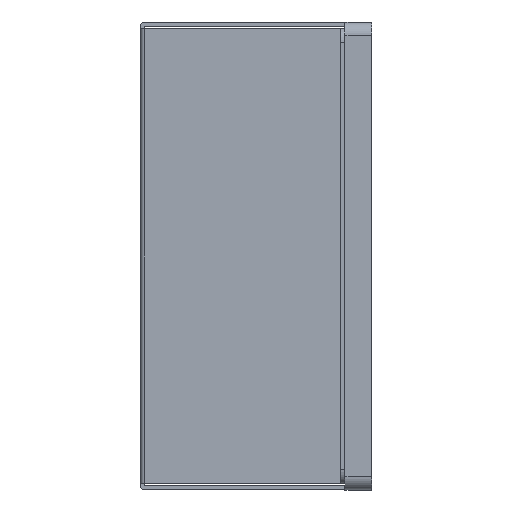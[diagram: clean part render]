
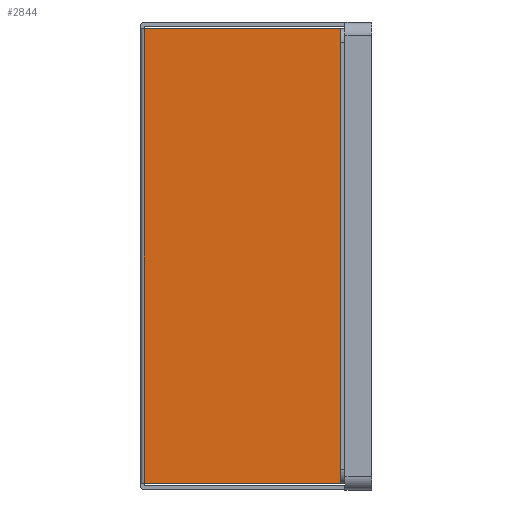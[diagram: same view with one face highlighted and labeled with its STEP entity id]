
A CAD part, left-side view. The second image highlights one B-rep face of the part: STEP entity #2844.
In plain terms, the highlighted planar face has unit normal (-1, 0, 0).
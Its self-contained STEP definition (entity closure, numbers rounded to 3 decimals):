
#583 = FACE_OUTER_BOUND ( 'NONE', #882, .T. ) ;
#584 = AXIS2_PLACEMENT_3D ( 'NONE', #1727, #1728, #1729 ) ;
#882 = EDGE_LOOP ( 'NONE', ( #5870, #5872, #5871, #5873 ) ) ;
#1726 = PLANE ( 'NONE',  #584 ) ;
#1727 = CARTESIAN_POINT ( 'NONE',  ( -25., 15.3, -17.5 ) ) ;
#1728 = DIRECTION ( 'NONE',  ( 1., 0., 0. ) ) ;
#1729 = DIRECTION ( 'NONE',  ( 0., 0., -1. ) ) ;
#2308 = CARTESIAN_POINT ( 'NONE',  ( -25., 15., -17. ) ) ;
#2338 = CARTESIAN_POINT ( 'NONE',  ( -25., 0.3, 17. ) ) ;
#2351 = CARTESIAN_POINT ( 'NONE',  ( -25., 0.3, -17. ) ) ;
#2387 = CARTESIAN_POINT ( 'NONE',  ( -25., 15., 17. ) ) ;
#2844 = ADVANCED_FACE ( 'NONE', ( #583 ), #1726, .F. ) ;
#3044 = EDGE_CURVE ( 'NONE', #3812, #3733, #4689, .T. ) ;
#3045 = EDGE_CURVE ( 'NONE', #3812, #3763, #4692, .T. ) ;
#3046 = EDGE_CURVE ( 'NONE', #3776, #3733, #4695, .T. ) ;
#3047 = EDGE_CURVE ( 'NONE', #3763, #3776, #4698, .T. ) ;
#3733 = VERTEX_POINT ( 'NONE', #2308 ) ;
#3763 = VERTEX_POINT ( 'NONE', #2338 ) ;
#3776 = VERTEX_POINT ( 'NONE', #2351 ) ;
#3812 = VERTEX_POINT ( 'NONE', #2387 ) ;
#4689 = LINE ( 'NONE', #4690, #5972 ) ;
#4690 = CARTESIAN_POINT ( 'NONE',  ( -25., 15., -17. ) ) ;
#4691 = DIRECTION ( 'NONE',  ( 0., 0., -1. ) ) ;
#4692 = LINE ( 'NONE', #4693, #5973 ) ;
#4693 = CARTESIAN_POINT ( 'NONE',  ( -25., 0., 17. ) ) ;
#4694 = DIRECTION ( 'NONE',  ( 0., -1., 0. ) ) ;
#4695 = LINE ( 'NONE', #4696, #5974 ) ;
#4696 = CARTESIAN_POINT ( 'NONE',  ( -25., 0., -17. ) ) ;
#4697 = DIRECTION ( 'NONE',  ( 0., 1., 0. ) ) ;
#4698 = LINE ( 'NONE', #4699, #5975 ) ;
#4699 = CARTESIAN_POINT ( 'NONE',  ( -25., 0.3, -17.5 ) ) ;
#4700 = DIRECTION ( 'NONE',  ( 0., 0., -1. ) ) ;
#5870 = ORIENTED_EDGE ( 'NONE', *, *, #3045, .F. ) ;
#5871 = ORIENTED_EDGE ( 'NONE', *, *, #3046, .F. ) ;
#5872 = ORIENTED_EDGE ( 'NONE', *, *, #3044, .T. ) ;
#5873 = ORIENTED_EDGE ( 'NONE', *, *, #3047, .F. ) ;
#5972 = VECTOR ( 'NONE', #4691, 1000. ) ;
#5973 = VECTOR ( 'NONE', #4694, 1000. ) ;
#5974 = VECTOR ( 'NONE', #4697, 1000. ) ;
#5975 = VECTOR ( 'NONE', #4700, 1000. ) ;
